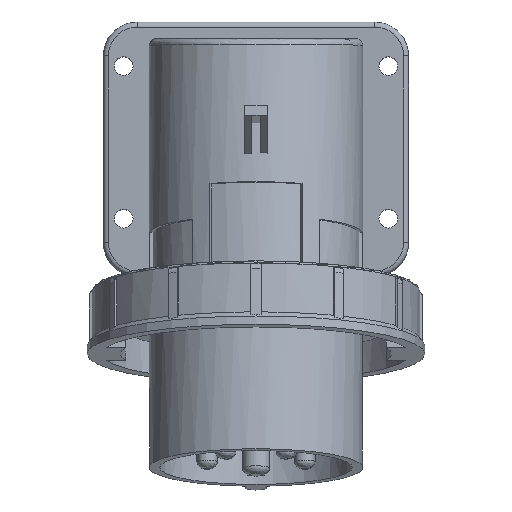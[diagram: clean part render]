
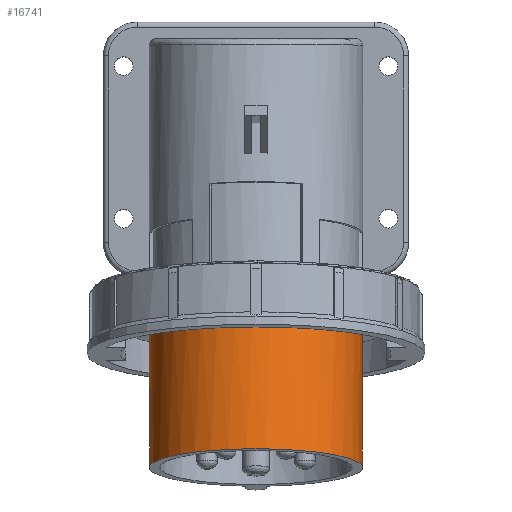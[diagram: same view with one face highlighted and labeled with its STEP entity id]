
A CAD part, top view. The second image highlights one B-rep face of the part: STEP entity #16741.
In plain terms, the highlighted cylindrical face has radius 31.45 mm (diameter 62.9 mm), a full revolution.
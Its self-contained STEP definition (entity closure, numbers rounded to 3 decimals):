
#778=CYLINDRICAL_SURFACE('',#17841,31.45);
#1121=LINE('',#23672,#2568);
#1127=LINE('',#23697,#2574);
#1242=LINE('',#24119,#2689);
#1279=LINE('',#24286,#2726);
#1280=LINE('',#24287,#2727);
#2568=VECTOR('',#19313,10.);
#2574=VECTOR('',#19337,10.);
#2689=VECTOR('',#19722,10.);
#2726=VECTOR('',#19865,10.);
#2727=VECTOR('',#19866,31.45);
#4899=FACE_OUTER_BOUND('',#5810,.T.);
#5810=EDGE_LOOP('',(#12237,#12238,#12239,#12240,#12241,#12242,#12243,#12244,
#12245,#12246,#12247,#12248,#12249));
#6649=CIRCLE('',#17641,31.45);
#6651=CIRCLE('',#17643,31.45);
#6662=CIRCLE('',#17662,31.45);
#6664=CIRCLE('',#17664,31.45);
#6723=CIRCLE('',#17786,31.45);
#6752=CIRCLE('',#17824,31.45);
#6753=CIRCLE('',#17836,31.45);
#7348=VERTEX_POINT('',#23660);
#7349=VERTEX_POINT('',#23661);
#7352=VERTEX_POINT('',#23667);
#7353=VERTEX_POINT('',#23671);
#7363=VERTEX_POINT('',#23696);
#7367=VERTEX_POINT('',#23714);
#7370=VERTEX_POINT('',#23720);
#7480=VERTEX_POINT('',#24106);
#7482=VERTEX_POINT('',#24109);
#7485=VERTEX_POINT('',#24117);
#7533=VERTEX_POINT('',#24273);
#9057=EDGE_CURVE('',#7348,#7349,#6649,.T.);
#9061=EDGE_CURVE('',#7349,#7352,#6651,.T.);
#9062=EDGE_CURVE('',#7353,#7348,#1121,.T.);
#9074=EDGE_CURVE('',#7352,#7363,#1127,.T.);
#9084=EDGE_CURVE('',#7367,#7353,#6662,.T.);
#9088=EDGE_CURVE('',#7363,#7370,#6664,.T.);
#9255=EDGE_CURVE('',#7482,#7480,#6723,.T.);
#9260=EDGE_CURVE('',#7480,#7485,#1242,.T.);
#9319=EDGE_CURVE('',#7370,#7367,#6752,.T.);
#9330=EDGE_CURVE('',#7485,#7533,#6753,.T.);
#9334=EDGE_CURVE('',#7482,#7533,#1279,.T.);
#9335=EDGE_CURVE('',#7482,#7349,#1280,.T.);
#12237=ORIENTED_EDGE('',*,*,#9255,.T.);
#12238=ORIENTED_EDGE('',*,*,#9260,.T.);
#12239=ORIENTED_EDGE('',*,*,#9330,.T.);
#12240=ORIENTED_EDGE('',*,*,#9334,.F.);
#12241=ORIENTED_EDGE('',*,*,#9335,.T.);
#12242=ORIENTED_EDGE('',*,*,#9061,.T.);
#12243=ORIENTED_EDGE('',*,*,#9074,.T.);
#12244=ORIENTED_EDGE('',*,*,#9088,.T.);
#12245=ORIENTED_EDGE('',*,*,#9319,.T.);
#12246=ORIENTED_EDGE('',*,*,#9084,.T.);
#12247=ORIENTED_EDGE('',*,*,#9062,.T.);
#12248=ORIENTED_EDGE('',*,*,#9057,.T.);
#12249=ORIENTED_EDGE('',*,*,#9335,.F.);
#16741=ADVANCED_FACE('',(#4899),#778,.T.);
#17641=AXIS2_PLACEMENT_3D('',#23662,#19303,#19304);
#17643=AXIS2_PLACEMENT_3D('',#23669,#19309,#19310);
#17662=AXIS2_PLACEMENT_3D('',#23715,#19359,#19360);
#17664=AXIS2_PLACEMENT_3D('',#23722,#19365,#19366);
#17786=AXIS2_PLACEMENT_3D('',#24110,#19713,#19714);
#17824=AXIS2_PLACEMENT_3D('',#24233,#19824,#19825);
#17836=AXIS2_PLACEMENT_3D('',#24274,#19852,#19853);
#17841=AXIS2_PLACEMENT_3D('',#24285,#19863,#19864);
#19303=DIRECTION('center_axis',(0.,-0.985,
0.174));
#19304=DIRECTION('ref_axis',(-0.095,0.173,0.98));
#19309=DIRECTION('center_axis',(0.,-0.985,
0.174));
#19310=DIRECTION('ref_axis',(-0.095,0.173,0.98));
#19313=DIRECTION('',(0.,-0.985,0.174));
#19337=DIRECTION('',(0.,0.985,-0.174));
#19359=DIRECTION('center_axis',(0.,-0.985,
0.174));
#19360=DIRECTION('ref_axis',(-0.095,0.173,0.98));
#19365=DIRECTION('center_axis',(0.,-0.985,
0.174));
#19366=DIRECTION('ref_axis',(-0.095,0.173,0.98));
#19713=DIRECTION('center_axis',(0.,0.985,
-0.174));
#19714=DIRECTION('ref_axis',(0.095,0.173,0.98));
#19722=DIRECTION('',(0.,-0.985,0.174));
#19824=DIRECTION('center_axis',(0.,-0.985,
0.174));
#19825=DIRECTION('ref_axis',(-0.095,0.173,0.98));
#19852=DIRECTION('center_axis',(0.,0.985,
-0.174));
#19853=DIRECTION('ref_axis',(-0.095,0.173,0.98));
#19863=DIRECTION('center_axis',(0.,-0.985,
0.174));
#19864=DIRECTION('ref_axis',(-0.095,0.173,0.98));
#19865=DIRECTION('',(0.,-0.985,0.174));
#19866=DIRECTION('',(0.,0.985,-0.174));
#23660=CARTESIAN_POINT('',(1.25,-58.533,19.355));
#23661=CARTESIAN_POINT('',(3.,-58.512,19.471));
#23662=CARTESIAN_POINT('Origin',(0.,-53.076,
50.302));
#23667=CARTESIAN_POINT('',(-1.25,-58.533,19.355));
#23669=CARTESIAN_POINT('Origin',(0.,-53.076,
50.302));
#23671=CARTESIAN_POINT('',(1.25,-57.548,19.181));
#23672=CARTESIAN_POINT('',(1.25,-54.594,18.66));
#23696=CARTESIAN_POINT('',(-1.25,-57.548,19.181));
#23697=CARTESIAN_POINT('',(-1.25,-54.594,18.66));
#23714=CARTESIAN_POINT('',(1.,-57.55,19.172));
#23715=CARTESIAN_POINT('Origin',(0.,-52.091,
50.129));
#23720=CARTESIAN_POINT('',(-1.,-57.55,19.172));
#23722=CARTESIAN_POINT('Origin',(0.,-52.091,
50.129));
#24106=CARTESIAN_POINT('',(-3.,-90.026,25.028));
#24109=CARTESIAN_POINT('',(3.,-90.026,25.028));
#24110=CARTESIAN_POINT('Origin',(0.,-84.59,
55.859));
#24117=CARTESIAN_POINT('',(-3.,-99.382,26.678));
#24119=CARTESIAN_POINT('',(-3.,-54.573,18.777));
#24233=CARTESIAN_POINT('Origin',(0.,-52.091,
50.129));
#24273=CARTESIAN_POINT('',(3.,-99.382,26.678));
#24274=CARTESIAN_POINT('Origin',(0.,-93.946,
57.509));
#24285=CARTESIAN_POINT('Origin',(0.,-49.137,
49.608));
#24286=CARTESIAN_POINT('',(3.,-54.573,18.777));
#24287=CARTESIAN_POINT('',(3.,-54.573,18.777));
